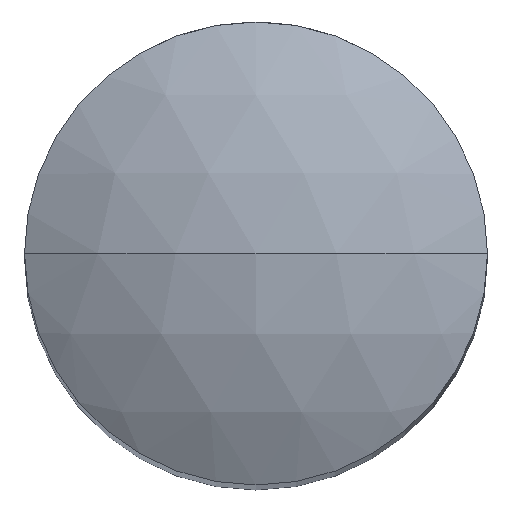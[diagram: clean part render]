
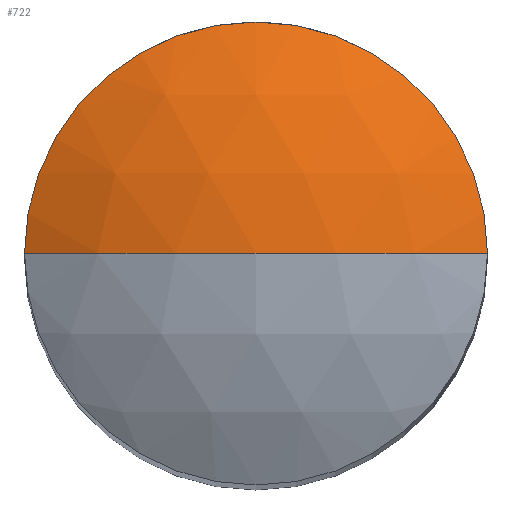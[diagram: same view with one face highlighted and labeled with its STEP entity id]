
A CAD part, top view. The second image highlights one B-rep face of the part: STEP entity #722.
In plain terms, the highlighted spherical face has radius 3 mm.
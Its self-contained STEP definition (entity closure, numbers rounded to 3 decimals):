
#57 = EDGE_CURVE ( 'NONE', #564, #102, #348, .T. ) ;
#89 = DIRECTION ( 'NONE',  ( -1., 0., 0. ) ) ;
#92 = DIRECTION ( 'NONE',  ( 0., 0., -1. ) ) ;
#95 = CARTESIAN_POINT ( 'NONE',  ( 0., 0., 9.598 ) ) ;
#102 = VERTEX_POINT ( 'NONE', #436 ) ;
#133 = EDGE_CURVE ( 'NONE', #102, #388, #832, .T. ) ;
#192 = DIRECTION ( 'NONE',  ( 0., 1., 0. ) ) ;
#241 = SPHERICAL_SURFACE ( 'NONE', #807, 3. ) ;
#263 = AXIS2_PLACEMENT_3D ( 'NONE', #95, #92, #89 ) ;
#269 = EDGE_LOOP ( 'NONE', ( #653, #443, #278 ) ) ;
#277 = DIRECTION ( 'NONE',  ( 0., -1., 0. ) ) ;
#278 = ORIENTED_EDGE ( 'NONE', *, *, #133, .F. ) ;
#345 = CARTESIAN_POINT ( 'NONE',  ( 0., 0., 10. ) ) ;
#348 = CIRCLE ( 'NONE', #477, 3. ) ;
#359 = EDGE_CURVE ( 'NONE', #564, #388, #787, .T. ) ;
#388 = VERTEX_POINT ( 'NONE', #527 ) ;
#436 = CARTESIAN_POINT ( 'NONE',  ( -1.5, 0., 9.598 ) ) ;
#443 = ORIENTED_EDGE ( 'NONE', *, *, #359, .T. ) ;
#464 = DIRECTION ( 'NONE',  ( 1., 0., 0. ) ) ;
#477 = AXIS2_PLACEMENT_3D ( 'NONE', #559, #547, #464 ) ;
#486 = CARTESIAN_POINT ( 'NONE',  ( 0., 0., 7. ) ) ;
#527 = CARTESIAN_POINT ( 'NONE',  ( 1.5, 0., 9.598 ) ) ;
#534 = AXIS2_PLACEMENT_3D ( 'NONE', #583, #192, #644 ) ;
#547 = DIRECTION ( 'NONE',  ( 0., -1., 0. ) ) ;
#559 = CARTESIAN_POINT ( 'NONE',  ( 0., 0., 7. ) ) ;
#564 = VERTEX_POINT ( 'NONE', #345 ) ;
#583 = CARTESIAN_POINT ( 'NONE',  ( 0., 0., 7. ) ) ;
#585 = FACE_OUTER_BOUND ( 'NONE', #269, .T. ) ;
#644 = DIRECTION ( 'NONE',  ( 0., 0., 1. ) ) ;
#653 = ORIENTED_EDGE ( 'NONE', *, *, #57, .F. ) ;
#722 = ADVANCED_FACE ( 'NONE', ( #585 ), #241, .T. ) ;
#724 = DIRECTION ( 'NONE',  ( 1., 0., 0. ) ) ;
#787 = CIRCLE ( 'NONE', #534, 3. ) ;
#807 = AXIS2_PLACEMENT_3D ( 'NONE', #486, #277, #724 ) ;
#832 = CIRCLE ( 'NONE', #263, 1.5 ) ;
